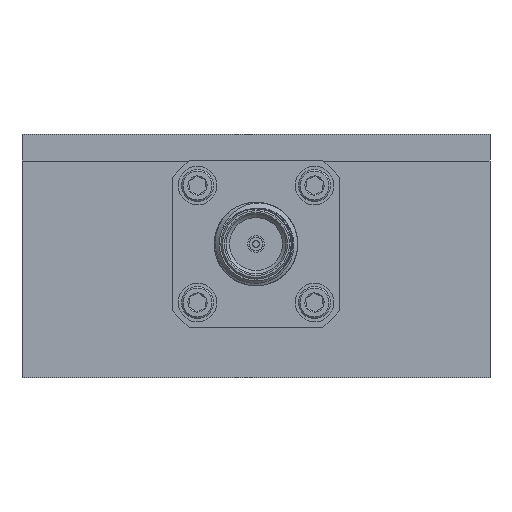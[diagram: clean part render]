
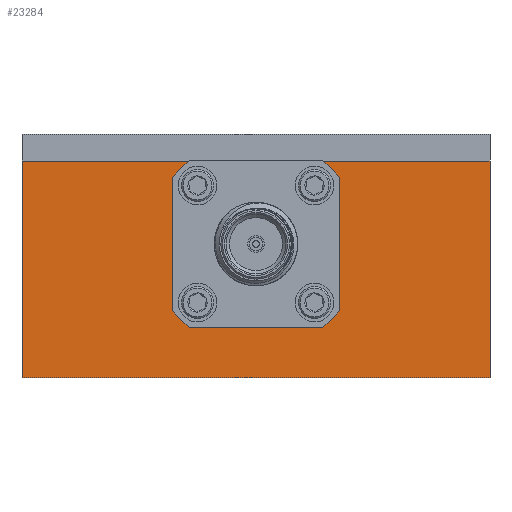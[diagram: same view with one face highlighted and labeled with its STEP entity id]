
A CAD part, left-side view. The second image highlights one B-rep face of the part: STEP entity #23284.
In plain terms, the highlighted planar face has unit normal (-1, 0, 0).
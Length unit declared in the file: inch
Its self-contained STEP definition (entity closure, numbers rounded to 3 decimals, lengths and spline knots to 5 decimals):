
#1466 = EDGE_CURVE ( 'NONE', #11159, #41290, #5563, .T. ) ;
#1592 = DIRECTION ( 'NONE',  ( 0., -1., 0. ) ) ;
#1766 = VECTOR ( 'NONE', #38644, 39.37008 ) ;
#1909 = CARTESIAN_POINT ( 'NONE',  ( -1., 0.2, -0.21417 ) ) ;
#2342 = VECTOR ( 'NONE', #38129, 39.37008 ) ;
#2450 = ORIENTED_EDGE ( 'NONE', *, *, #13208, .T. ) ;
#3652 = EDGE_LOOP ( 'NONE', ( #24630, #39800, #9537, #2450, #24573, #23333, #35755, #46102, #34764, #17087, #10781, #10384 ) ) ;
#3956 = DIRECTION ( 'NONE',  ( 0., 0., -1. ) ) ;
#3998 = EDGE_CURVE ( 'NONE', #33348, #27937, #15158, .T. ) ;
#4443 = EDGE_CURVE ( 'NONE', #15076, #41290, #21319, .T. ) ;
#4472 = CARTESIAN_POINT ( 'NONE',  ( -1., 0.7, -0.36417 ) ) ;
#5133 = DIRECTION ( 'NONE',  ( 0., 0.707, 0.707 ) ) ;
#5563 = LINE ( 'NONE', #14599, #45990 ) ;
#5643 = CARTESIAN_POINT ( 'NONE',  ( -1., -0.225, 0.26083 ) ) ;
#5862 = DIRECTION ( 'NONE',  ( 0., -1., 0. ) ) ;
#6171 = VERTEX_POINT ( 'NONE', #47250 ) ;
#6601 = CARTESIAN_POINT ( 'NONE',  ( -1., 0.225, 0.26083 ) ) ;
#7400 = DIRECTION ( 'NONE',  ( 1., 0., 0. ) ) ;
#7663 = EDGE_CURVE ( 'NONE', #22274, #37242, #22380, .T. ) ;
#8255 = LINE ( 'NONE', #47417, #34008 ) ;
#9017 = DIRECTION ( 'NONE',  ( 0., 0.707, -0.707 ) ) ;
#9109 = CARTESIAN_POINT ( 'NONE',  ( -1., -0.2, -0.21417 ) ) ;
#9537 = ORIENTED_EDGE ( 'NONE', *, *, #40063, .F. ) ;
#10384 = ORIENTED_EDGE ( 'NONE', *, *, #1466, .F. ) ;
#10781 = ORIENTED_EDGE ( 'NONE', *, *, #4443, .T. ) ;
#11104 = DIRECTION ( 'NONE',  ( 0., 0., -1. ) ) ;
#11159 = VERTEX_POINT ( 'NONE', #22595 ) ;
#11439 = CARTESIAN_POINT ( 'NONE',  ( -1., -0.7, -0.36417 ) ) ;
#11688 = VECTOR ( 'NONE', #11104, 39.37008 ) ;
#12458 = DIRECTION ( 'NONE',  ( 0., 0., 1. ) ) ;
#12515 = CARTESIAN_POINT ( 'NONE',  ( -1., -0.7, -0.36417 ) ) ;
#13208 = EDGE_CURVE ( 'NONE', #6171, #48323, #14207, .T. ) ;
#13952 = VECTOR ( 'NONE', #1592, 39.37008 ) ;
#14207 = LINE ( 'NONE', #24599, #30807 ) ;
#14599 = CARTESIAN_POINT ( 'NONE',  ( -1., -0.7, 0.36417 ) ) ;
#15076 = VERTEX_POINT ( 'NONE', #4472 ) ;
#15158 = LINE ( 'NONE', #46326, #1766 ) ;
#15205 = EDGE_CURVE ( 'NONE', #48435, #18524, #19648, .T. ) ;
#15300 = LINE ( 'NONE', #38700, #32495 ) ;
#16260 = EDGE_CURVE ( 'NONE', #48435, #11159, #43573, .T. ) ;
#16580 = VECTOR ( 'NONE', #20888, 39.37008 ) ;
#16945 = CARTESIAN_POINT ( 'NONE',  ( -1., -0.20165, 0.28417 ) ) ;
#17087 = ORIENTED_EDGE ( 'NONE', *, *, #26740, .T. ) ;
#17173 = LINE ( 'NONE', #27593, #11688 ) ;
#18490 = DIRECTION ( 'NONE',  ( 0., 0., -1. ) ) ;
#18524 = VERTEX_POINT ( 'NONE', #22155 ) ;
#18975 = DIRECTION ( 'NONE',  ( 0., -1., 0. ) ) ;
#19389 = VECTOR ( 'NONE', #5133, 39.37008 ) ;
#19648 = LINE ( 'NONE', #5643, #16580 ) ;
#20888 = DIRECTION ( 'NONE',  ( 0., -0.707, -0.707 ) ) ;
#21319 = LINE ( 'NONE', #12515, #13952 ) ;
#22155 = CARTESIAN_POINT ( 'NONE',  ( -1., -0.25, 0.23583 ) ) ;
#22274 = VERTEX_POINT ( 'NONE', #1909 ) ;
#22380 = LINE ( 'NONE', #28086, #19389 ) ;
#22582 = LINE ( 'NONE', #6601, #2342 ) ;
#22595 = CARTESIAN_POINT ( 'NONE',  ( -1., -0.7, 0.28417 ) ) ;
#22685 = DIRECTION ( 'NONE',  ( 0., 0., -1. ) ) ;
#23284 = ADVANCED_FACE ( 'NONE', ( #25971 ), #27108, .F. ) ;
#23333 = ORIENTED_EDGE ( 'NONE', *, *, #7663, .T. ) ;
#24573 = ORIENTED_EDGE ( 'NONE', *, *, #46774, .F. ) ;
#24599 = CARTESIAN_POINT ( 'NONE',  ( -1., -0.225, -0.18917 ) ) ;
#24630 = ORIENTED_EDGE ( 'NONE', *, *, #16260, .F. ) ;
#25971 = FACE_OUTER_BOUND ( 'NONE', #3652, .T. ) ;
#26740 = EDGE_CURVE ( 'NONE', #33348, #15076, #29488, .T. ) ;
#27108 = PLANE ( 'NONE',  #41346 ) ;
#27593 = CARTESIAN_POINT ( 'NONE',  ( -1., 0.25, -0.21417 ) ) ;
#27937 = VERTEX_POINT ( 'NONE', #49936 ) ;
#28086 = CARTESIAN_POINT ( 'NONE',  ( -1., 0.225, -0.18917 ) ) ;
#29322 = CARTESIAN_POINT ( 'NONE',  ( -1., -0.7, 0.28417 ) ) ;
#29488 = LINE ( 'NONE', #31179, #38671 ) ;
#30687 = CARTESIAN_POINT ( 'NONE',  ( -1., -0.7, 0.36417 ) ) ;
#30807 = VECTOR ( 'NONE', #9017, 39.37008 ) ;
#31179 = CARTESIAN_POINT ( 'NONE',  ( -1., 0.7, 0.36417 ) ) ;
#32495 = VECTOR ( 'NONE', #18975, 39.37008 ) ;
#33348 = VERTEX_POINT ( 'NONE', #40784 ) ;
#34008 = VECTOR ( 'NONE', #12458, 39.37008 ) ;
#34044 = EDGE_CURVE ( 'NONE', #42954, #27937, #22582, .T. ) ;
#34764 = ORIENTED_EDGE ( 'NONE', *, *, #3998, .F. ) ;
#35755 = ORIENTED_EDGE ( 'NONE', *, *, #46265, .F. ) ;
#36204 = VECTOR ( 'NONE', #5862, 39.37008 ) ;
#37242 = VERTEX_POINT ( 'NONE', #49312 ) ;
#38129 = DIRECTION ( 'NONE',  ( 0., -0.707, 0.707 ) ) ;
#38495 = CARTESIAN_POINT ( 'NONE',  ( -1., 0.25, 0.23583 ) ) ;
#38644 = DIRECTION ( 'NONE',  ( 0., -1., 0. ) ) ;
#38671 = VECTOR ( 'NONE', #3956, 39.37008 ) ;
#38700 = CARTESIAN_POINT ( 'NONE',  ( -1., -0.25, -0.21417 ) ) ;
#39800 = ORIENTED_EDGE ( 'NONE', *, *, #15205, .T. ) ;
#40063 = EDGE_CURVE ( 'NONE', #6171, #18524, #8255, .T. ) ;
#40784 = CARTESIAN_POINT ( 'NONE',  ( -1., 0.7, 0.28417 ) ) ;
#41290 = VERTEX_POINT ( 'NONE', #11439 ) ;
#41346 = AXIS2_PLACEMENT_3D ( 'NONE', #30687, #7400, #18490 ) ;
#42954 = VERTEX_POINT ( 'NONE', #38495 ) ;
#43573 = LINE ( 'NONE', #29322, #36204 ) ;
#45990 = VECTOR ( 'NONE', #22685, 39.37008 ) ;
#46102 = ORIENTED_EDGE ( 'NONE', *, *, #34044, .T. ) ;
#46265 = EDGE_CURVE ( 'NONE', #42954, #37242, #17173, .T. ) ;
#46326 = CARTESIAN_POINT ( 'NONE',  ( -1., -0.7, 0.28417 ) ) ;
#46774 = EDGE_CURVE ( 'NONE', #22274, #48323, #15300, .T. ) ;
#47250 = CARTESIAN_POINT ( 'NONE',  ( -1., -0.25, -0.16417 ) ) ;
#47417 = CARTESIAN_POINT ( 'NONE',  ( -1., -0.25, -0.21417 ) ) ;
#48323 = VERTEX_POINT ( 'NONE', #9109 ) ;
#48435 = VERTEX_POINT ( 'NONE', #16945 ) ;
#49312 = CARTESIAN_POINT ( 'NONE',  ( -1., 0.25, -0.16417 ) ) ;
#49936 = CARTESIAN_POINT ( 'NONE',  ( -1., 0.20165, 0.28417 ) ) ;
